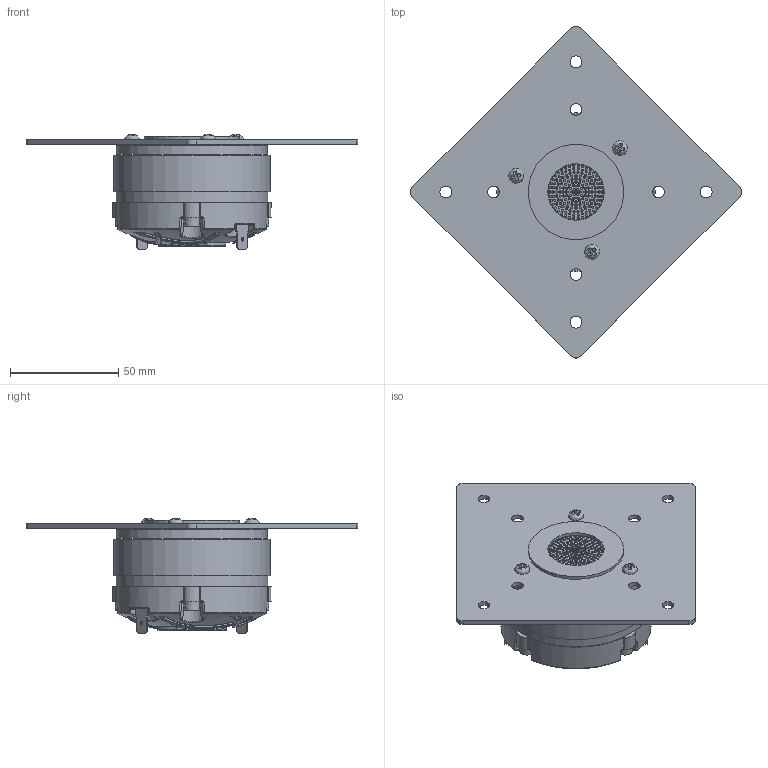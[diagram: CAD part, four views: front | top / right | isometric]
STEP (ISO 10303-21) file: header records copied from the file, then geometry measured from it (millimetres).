
FILE_DESCRIPTION (( 'STEP AP203' ), '1' );
FILE_NAME ('372 3D.STEP', '2023-04-13T14:23:24', ( '' ), ( '' ), 'SwSTEP 2.0', 'SolidWorks 2020', '' );
FILE_SCHEMA (( 'CONFIG_CONTROL_DESIGN' ));
Length unit declared in the file: millimetre
Products named in the file (1): 372 3D
Bounding box: 153.06 x 153.06 x 52.87 mm (x, y, z)
Surface area: 51666 mm2 (no closed solid volume)
Topology: 0 solids, 18 shells, 645 faces, 1964 edges, 1329 vertices
Faces by surface type: cylinder 249, bspline 231, plane 128, cone 36, torus 1
Full cylindrical faces by diameter (mm): 1 x166, 1.6 x2, 5.5 x8, 25.6 x1, 26 x1, 44 x1, 70 x2, 72 x1
Entity records: 30814 total; most frequent: CARTESIAN_POINT 15042, ORIENTED_EDGE 2994, DIRECTION 2917, EDGE_CURVE 1761, VERTEX_POINT 1317, AXIS2_PLACEMENT_3D 1270, EDGE_LOOP 1121, CIRCLE 855
